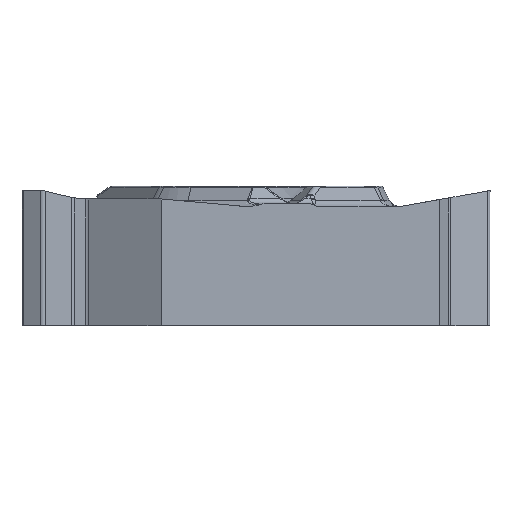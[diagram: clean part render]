
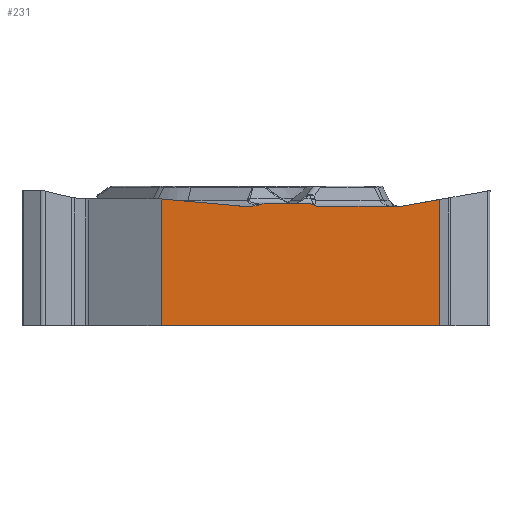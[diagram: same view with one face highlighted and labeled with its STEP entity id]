
A CAD part, left-side view. The second image highlights one B-rep face of the part: STEP entity #231.
In plain terms, the highlighted planar face has unit normal (-1, 0, 0).
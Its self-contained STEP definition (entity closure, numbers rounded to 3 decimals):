
#231=ADVANCED_FACE('',(#497),#450,.F.);
#450=PLANE('',#3605);
#497=FACE_OUTER_BOUND('',#710,.T.);
#710=EDGE_LOOP('',(#1138,#1139,#1140,#1141,#1142,#1143,#1144,#1145,#1146,
#1147,#1148,#1149,#1150,#1151));
#935=ELLIPSE('',#3601,0.377,0.32);
#936=ELLIPSE('',#3602,0.177,0.15);
#937=ELLIPSE('',#3603,0.3,0.15);
#938=ELLIPSE('',#3604,0.64,0.32);
#1004=CIRCLE('',#3600,0.32);
#1138=ORIENTED_EDGE('',*,*,#2506,.T.);
#1139=ORIENTED_EDGE('',*,*,#2507,.T.);
#1140=ORIENTED_EDGE('',*,*,#2508,.T.);
#1141=ORIENTED_EDGE('',*,*,#2509,.F.);
#1142=ORIENTED_EDGE('',*,*,#2510,.T.);
#1143=ORIENTED_EDGE('',*,*,#2511,.T.);
#1144=ORIENTED_EDGE('',*,*,#2512,.T.);
#1145=ORIENTED_EDGE('',*,*,#2513,.F.);
#1146=ORIENTED_EDGE('',*,*,#2514,.F.);
#1147=ORIENTED_EDGE('',*,*,#2515,.F.);
#1148=ORIENTED_EDGE('',*,*,#2516,.F.);
#1149=ORIENTED_EDGE('',*,*,#2517,.T.);
#1150=ORIENTED_EDGE('',*,*,#2518,.T.);
#1151=ORIENTED_EDGE('',*,*,#2519,.F.);
#2192=VERTEX_POINT('',#5115);
#2193=VERTEX_POINT('',#5116);
#2194=VERTEX_POINT('',#5118);
#2195=VERTEX_POINT('',#5120);
#2196=VERTEX_POINT('',#5122);
#2197=VERTEX_POINT('',#5124);
#2198=VERTEX_POINT('',#5126);
#2199=VERTEX_POINT('',#5128);
#2200=VERTEX_POINT('',#5130);
#2201=VERTEX_POINT('',#5132);
#2202=VERTEX_POINT('',#5134);
#2203=VERTEX_POINT('',#5142);
#2204=VERTEX_POINT('',#5144);
#2205=VERTEX_POINT('',#5146);
#2506=EDGE_CURVE('',#2192,#2193,#3033,.T.);
#2507=EDGE_CURVE('',#2193,#2194,#3034,.T.);
#2508=EDGE_CURVE('',#2194,#2195,#3035,.T.);
#2509=EDGE_CURVE('',#2196,#2195,#3036,.T.);
#2510=EDGE_CURVE('',#2196,#2197,#1004,.T.);
#2511=EDGE_CURVE('',#2197,#2198,#3037,.T.);
#2512=EDGE_CURVE('',#2198,#2199,#935,.T.);
#2513=EDGE_CURVE('',#2200,#2199,#936,.T.);
#2514=EDGE_CURVE('',#2201,#2200,#3038,.T.);
#2515=EDGE_CURVE('',#2202,#2201,#937,.T.);
#2516=EDGE_CURVE('',#2203,#2202,#3449,.T.);
#2517=EDGE_CURVE('',#2203,#2204,#3039,.T.);
#2518=EDGE_CURVE('',#2204,#2205,#938,.T.);
#2519=EDGE_CURVE('',#2192,#2205,#3040,.T.);
#3033=LINE('',#5114,#3234);
#3034=LINE('',#5117,#3235);
#3035=LINE('',#5119,#3236);
#3036=LINE('',#5121,#3237);
#3037=LINE('',#5125,#3238);
#3038=LINE('',#5131,#3239);
#3039=LINE('',#5143,#3240);
#3040=LINE('',#5147,#3241);
#3234=VECTOR('',#3941,1.);
#3235=VECTOR('',#3942,1.);
#3236=VECTOR('',#3943,1.);
#3237=VECTOR('',#3944,1.);
#3238=VECTOR('',#3947,1.);
#3239=VECTOR('',#3952,1.);
#3240=VECTOR('',#3955,1.);
#3241=VECTOR('',#3958,1.);
#3449=B_SPLINE_CURVE_WITH_KNOTS('',3,(#5135,#5136,#5137,#5138,#5139,#5140,
#5141),.UNSPECIFIED.,.F.,.F.,(4,3,4),(0.,0.497,1.),
 .UNSPECIFIED.);
#3600=AXIS2_PLACEMENT_3D('',#5123,#3945,#3946);
#3601=AXIS2_PLACEMENT_3D('',#5127,#3948,#3949);
#3602=AXIS2_PLACEMENT_3D('',#5129,#3950,#3951);
#3603=AXIS2_PLACEMENT_3D('',#5133,#3953,#3954);
#3604=AXIS2_PLACEMENT_3D('',#5145,#3956,#3957);
#3605=AXIS2_PLACEMENT_3D('',#5148,#3959,#3960);
#3941=DIRECTION('',(0.,0.,-1.));
#3942=DIRECTION('',(0.,-1.,0.));
#3943=DIRECTION('',(0.,0.,1.));
#3944=DIRECTION('',(0.,-0.985,0.174));
#3945=DIRECTION('',(1.,0.,0.));
#3946=DIRECTION('',(0.,1.,0.));
#3947=DIRECTION('',(0.,1.,0.));
#3948=DIRECTION('',(1.,0.,0.));
#3949=DIRECTION('',(0.,1.,0.));
#3950=DIRECTION('',(1.,0.,0.));
#3951=DIRECTION('',(0.,1.,0.));
#3952=DIRECTION('',(0.,-1.,0.));
#3953=DIRECTION('',(1.,0.,0.));
#3954=DIRECTION('',(0.,-1.,0.));
#3955=DIRECTION('',(0.,1.,0.));
#3956=DIRECTION('',(1.,0.,0.));
#3957=DIRECTION('',(0.,1.,0.));
#3958=DIRECTION('',(0.,-0.996,-0.088));
#3959=DIRECTION('',(1.,0.,0.));
#3960=DIRECTION('',(0.,1.,0.));
#5114=CARTESIAN_POINT('',(-4.763,2.754,0.));
#5115=CARTESIAN_POINT('',(-4.763,2.754,-0.247));
#5116=CARTESIAN_POINT('',(-4.763,2.754,-3.97));
#5117=CARTESIAN_POINT('',(-4.763,-7.335,-3.97));
#5118=CARTESIAN_POINT('',(-4.763,-5.414,-3.97));
#5119=CARTESIAN_POINT('',(-4.763,-5.414,0.));
#5120=CARTESIAN_POINT('',(-4.762,-5.414,-0.262));
#5121=CARTESIAN_POINT('',(-4.763,6.906,-2.434));
#5122=CARTESIAN_POINT('',(-4.762,-4.319,-0.455));
#5123=CARTESIAN_POINT('',(-4.762,-4.263,-0.14));
#5124=CARTESIAN_POINT('',(-4.762,-4.263,-0.46));
#5125=CARTESIAN_POINT('',(-4.763,7.335,-0.46));
#5126=CARTESIAN_POINT('',(-4.763,-1.875,-0.46));
#5127=CARTESIAN_POINT('',(-4.763,-1.875,-0.14));
#5128=CARTESIAN_POINT('',(-4.763,-1.653,-0.399));
#5129=CARTESIAN_POINT('',(-4.763,-1.549,-0.52));
#5130=CARTESIAN_POINT('',(-4.763,-1.549,-0.37));
#5131=CARTESIAN_POINT('',(-4.763,7.335,-0.37));
#5132=CARTESIAN_POINT('',(-4.763,-0.36,-0.37));
#5133=CARTESIAN_POINT('',(-4.763,-0.36,-0.52));
#5134=CARTESIAN_POINT('',(-4.763,-0.181,-0.4));
#5135=CARTESIAN_POINT('',(-4.763,0.184,-0.46));
#5136=CARTESIAN_POINT('',(-4.763,0.122,-0.46));
#5137=CARTESIAN_POINT('',(-4.763,0.061,-0.455));
#5138=CARTESIAN_POINT('',(-4.763,0.,-0.446));
#5139=CARTESIAN_POINT('',(-4.763,-0.061,-0.436));
#5140=CARTESIAN_POINT('',(-4.763,-0.123,-0.421));
#5141=CARTESIAN_POINT('',(-4.763,-0.181,-0.4));
#5142=CARTESIAN_POINT('',(-4.763,0.184,-0.46));
#5143=CARTESIAN_POINT('',(-4.763,-7.335,-0.46));
#5144=CARTESIAN_POINT('',(-4.763,0.278,-0.46));
#5145=CARTESIAN_POINT('',(-4.763,0.278,-0.14));
#5146=CARTESIAN_POINT('',(-4.763,0.389,-0.455));
#5147=CARTESIAN_POINT('',(-4.763,-7.236,-1.127));
#5148=CARTESIAN_POINT('',(-4.763,-7.335,0.));
